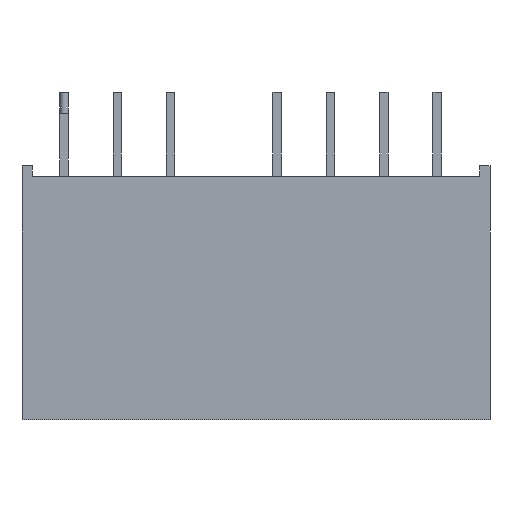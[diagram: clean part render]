
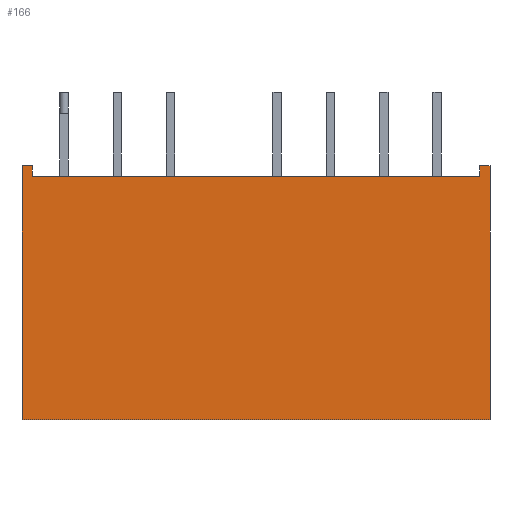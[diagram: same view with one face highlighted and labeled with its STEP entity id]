
A CAD part, front view. The second image highlights one B-rep face of the part: STEP entity #166.
In plain terms, the highlighted planar face has unit normal (0, -1, 0).
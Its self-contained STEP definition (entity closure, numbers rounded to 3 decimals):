
#166=ADVANCED_FACE('',(#3830),#3832,.T.);
#3830=FACE_BOUND('',#3831,.T.);
#3831=EDGE_LOOP('',(#6702,#6703,#6704,#6705,#6706,#6707,#6708,#6709));
#3832=PLANE('',#3833);
#3833=AXIS2_PLACEMENT_3D('',#3834,#3835,#3836);
#3834=CARTESIAN_POINT('',(0.,0.,0.));
#3835=DIRECTION('',(0.,-1.,0.));
#3836=DIRECTION('',(1.,0.,0.));
#6702=ORIENTED_EDGE('',*,*,#8984,.T.);
#6703=ORIENTED_EDGE('',*,*,#8985,.T.);
#6704=ORIENTED_EDGE('',*,*,#8986,.F.);
#6705=ORIENTED_EDGE('',*,*,#8987,.F.);
#6706=ORIENTED_EDGE('',*,*,#8954,.F.);
#6707=ORIENTED_EDGE('',*,*,#8983,.T.);
#6708=ORIENTED_EDGE('',*,*,#8988,.F.);
#6709=ORIENTED_EDGE('',*,*,#8989,.F.);
#8954=EDGE_CURVE('',#10118,#10121,#10122,.T.);
#8983=EDGE_CURVE('',#10118,#10176,#10178,.T.);
#8984=EDGE_CURVE('',#10179,#10180,#10181,.T.);
#8985=EDGE_CURVE('',#10180,#10182,#10183,.T.);
#8986=EDGE_CURVE('',#10184,#10182,#10185,.T.);
#8987=EDGE_CURVE('',#10121,#10184,#10186,.T.);
#8988=EDGE_CURVE('',#10187,#10176,#10188,.T.);
#8989=EDGE_CURVE('',#10179,#10187,#10189,.T.);
#10118=VERTEX_POINT('',#12084);
#10121=VERTEX_POINT('',#12089);
#10122=LINE('',#12090,#12091);
#10176=VERTEX_POINT('',#12200);
#10178=LINE('',#12204,#12205);
#10179=VERTEX_POINT('',#12207);
#10180=VERTEX_POINT('',#12208);
#10181=LINE('',#12209,#12210);
#10182=VERTEX_POINT('',#12212);
#10183=LINE('',#12213,#12214);
#10184=VERTEX_POINT('',#12216);
#10185=LINE('',#12217,#12218);
#10186=LINE('',#12220,#12221);
#10187=VERTEX_POINT('',#12223);
#10188=LINE('',#12224,#12225);
#10189=LINE('',#12227,#12228);
#12084=CARTESIAN_POINT('',(0.5,0.,11.6));
#12089=CARTESIAN_POINT('',(21.8,0.,11.6));
#12090=CARTESIAN_POINT('',(0.5,0.,11.6));
#12091=VECTOR('',#12092,1.);
#12092=DIRECTION('',(1.,0.,0.));
#12200=CARTESIAN_POINT('',(0.5,0.,12.1));
#12204=CARTESIAN_POINT('',(0.5,0.,11.6));
#12205=VECTOR('',#12206,1.);
#12206=DIRECTION('',(0.,0.,1.));
#12207=CARTESIAN_POINT('',(0.,0.,0.));
#12208=CARTESIAN_POINT('',(22.3,0.,0.));
#12209=CARTESIAN_POINT('',(0.,0.,0.));
#12210=VECTOR('',#12211,1.);
#12211=DIRECTION('',(1.,0.,0.));
#12212=CARTESIAN_POINT('',(22.3,0.,12.1));
#12213=CARTESIAN_POINT('',(22.3,0.,0.));
#12214=VECTOR('',#12215,1.);
#12215=DIRECTION('',(0.,0.,1.));
#12216=CARTESIAN_POINT('',(21.8,0.,12.1));
#12217=CARTESIAN_POINT('',(21.8,0.,12.1));
#12218=VECTOR('',#12219,1.);
#12219=DIRECTION('',(1.,0.,0.));
#12220=CARTESIAN_POINT('',(21.8,0.,11.6));
#12221=VECTOR('',#12222,1.);
#12222=DIRECTION('',(0.,0.,1.));
#12223=CARTESIAN_POINT('',(0.,0.,12.1));
#12224=CARTESIAN_POINT('',(0.,0.,12.1));
#12225=VECTOR('',#12226,1.);
#12226=DIRECTION('',(1.,0.,0.));
#12227=CARTESIAN_POINT('',(0.,0.,0.));
#12228=VECTOR('',#12229,1.);
#12229=DIRECTION('',(0.,0.,1.));
